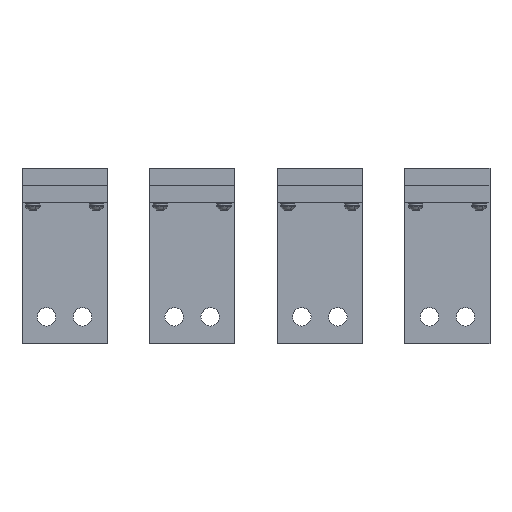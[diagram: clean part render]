
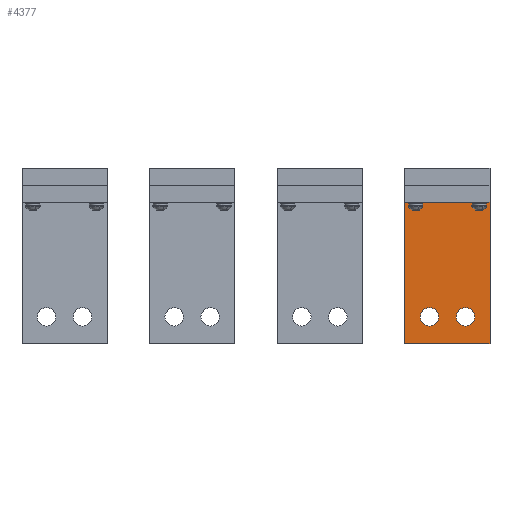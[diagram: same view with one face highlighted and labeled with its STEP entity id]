
A CAD part, top view. The second image highlights one B-rep face of the part: STEP entity #4377.
In plain terms, the highlighted planar face has unit normal (0, 0, 1).
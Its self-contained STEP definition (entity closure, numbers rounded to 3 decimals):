
#4267=AXIS2_PLACEMENT_3D('Circle Axis2P3D',#4265,#4266,$) ;
#4291=AXIS2_PLACEMENT_3D('Circle Axis2P3D',#4289,#4290,$) ;
#4324=AXIS2_PLACEMENT_3D('Circle Axis2P3D',#4322,#4323,$) ;
#4348=AXIS2_PLACEMENT_3D('Circle Axis2P3D',#4346,#4347,$) ;
#4361=AXIS2_PLACEMENT_3D('Plane Axis2P3D',#4358,#4359,#4360) ;
#4129=CARTESIAN_POINT('Vertex',(-18.,-9.,221.025)) ;
#4134=CARTESIAN_POINT('Line Origine',(-18.,-61.5,221.025)) ;
#4138=CARTESIAN_POINT('Vertex',(-18.,-114.,221.025)) ;
#4165=CARTESIAN_POINT('Line Origine',(-48.,-114.,221.025)) ;
#4169=CARTESIAN_POINT('Vertex',(-78.,-114.,221.025)) ;
#4196=CARTESIAN_POINT('Line Origine',(-78.,-61.5,221.025)) ;
#4200=CARTESIAN_POINT('Vertex',(-78.,-9.,221.025)) ;
#4227=CARTESIAN_POINT('Line Origine',(-48.,-9.,221.025)) ;
#4262=CARTESIAN_POINT('Vertex',(-60.7,-101.45,221.025)) ;
#4265=CARTESIAN_POINT('Axis2P3D Location',(-60.7,-94.95,221.025)) ;
#4269=CARTESIAN_POINT('Vertex',(-60.7,-88.45,221.025)) ;
#4289=CARTESIAN_POINT('Axis2P3D Location',(-60.7,-94.95,221.025)) ;
#4319=CARTESIAN_POINT('Vertex',(-35.3,-101.45,221.025)) ;
#4322=CARTESIAN_POINT('Axis2P3D Location',(-35.3,-94.95,221.025)) ;
#4326=CARTESIAN_POINT('Vertex',(-35.3,-88.45,221.025)) ;
#4346=CARTESIAN_POINT('Axis2P3D Location',(-35.3,-94.95,221.025)) ;
#4358=CARTESIAN_POINT('Axis2P3D Location',(-18.,-9.,221.025)) ;
#4135=DIRECTION('Vector Direction',(0.,-1.,0.)) ;
#4166=DIRECTION('Vector Direction',(-1.,0.,0.)) ;
#4197=DIRECTION('Vector Direction',(0.,1.,0.)) ;
#4228=DIRECTION('Vector Direction',(1.,0.,0.)) ;
#4266=DIRECTION('Axis2P3D Direction',(0.,0.,-1.)) ;
#4290=DIRECTION('Axis2P3D Direction',(0.,0.,-1.)) ;
#4323=DIRECTION('Axis2P3D Direction',(0.,0.,-1.)) ;
#4347=DIRECTION('Axis2P3D Direction',(0.,0.,-1.)) ;
#4359=DIRECTION('Axis2P3D Direction',(0.,0.,-1.)) ;
#4360=DIRECTION('Axis2P3D XDirection',(0.,-1.,0.)) ;
#4136=VECTOR('Line Direction',#4135,1.) ;
#4167=VECTOR('Line Direction',#4166,1.) ;
#4198=VECTOR('Line Direction',#4197,1.) ;
#4229=VECTOR('Line Direction',#4228,1.) ;
#4364=ORIENTED_EDGE('',*,*,#4231,.F.) ;
#4365=ORIENTED_EDGE('',*,*,#4202,.F.) ;
#4366=ORIENTED_EDGE('',*,*,#4171,.F.) ;
#4367=ORIENTED_EDGE('',*,*,#4140,.F.) ;
#4370=ORIENTED_EDGE('',*,*,#4293,.T.) ;
#4371=ORIENTED_EDGE('',*,*,#4271,.T.) ;
#4374=ORIENTED_EDGE('',*,*,#4350,.T.) ;
#4375=ORIENTED_EDGE('',*,*,#4328,.T.) ;
#4372=FACE_BOUND('',#4369,.T.) ;
#4376=FACE_BOUND('',#4373,.T.) ;
#4377=ADVANCED_FACE('RB7378801_1PD_001_02_TERMINAL_ASSEMBLY_E2_2_UL.3\\RB7380001_1PA_001_00_PLATE.1\\PartBody',(#4368,#4372,#4376),#4362,.F.) ;
#4268=CIRCLE('generated circle',#4267,6.5) ;
#4292=CIRCLE('generated circle',#4291,6.5) ;
#4325=CIRCLE('generated circle',#4324,6.5) ;
#4349=CIRCLE('generated circle',#4348,6.5) ;
#4140=EDGE_CURVE('',#4130,#4139,#4137,.T.) ;
#4171=EDGE_CURVE('',#4139,#4170,#4168,.T.) ;
#4202=EDGE_CURVE('',#4170,#4201,#4199,.T.) ;
#4231=EDGE_CURVE('',#4201,#4130,#4230,.T.) ;
#4271=EDGE_CURVE('',#4270,#4263,#4268,.T.) ;
#4293=EDGE_CURVE('',#4263,#4270,#4292,.T.) ;
#4328=EDGE_CURVE('',#4327,#4320,#4325,.T.) ;
#4350=EDGE_CURVE('',#4320,#4327,#4349,.T.) ;
#4363=EDGE_LOOP('',(#4364,#4365,#4366,#4367)) ;
#4369=EDGE_LOOP('',(#4370,#4371)) ;
#4373=EDGE_LOOP('',(#4374,#4375)) ;
#4368=FACE_OUTER_BOUND('',#4363,.T.) ;
#4137=LINE('Line',#4134,#4136) ;
#4168=LINE('Line',#4165,#4167) ;
#4199=LINE('Line',#4196,#4198) ;
#4230=LINE('Line',#4227,#4229) ;
#4362=PLANE('',#4361) ;
#4130=VERTEX_POINT('',#4129) ;
#4139=VERTEX_POINT('',#4138) ;
#4170=VERTEX_POINT('',#4169) ;
#4201=VERTEX_POINT('',#4200) ;
#4263=VERTEX_POINT('',#4262) ;
#4270=VERTEX_POINT('',#4269) ;
#4320=VERTEX_POINT('',#4319) ;
#4327=VERTEX_POINT('',#4326) ;
